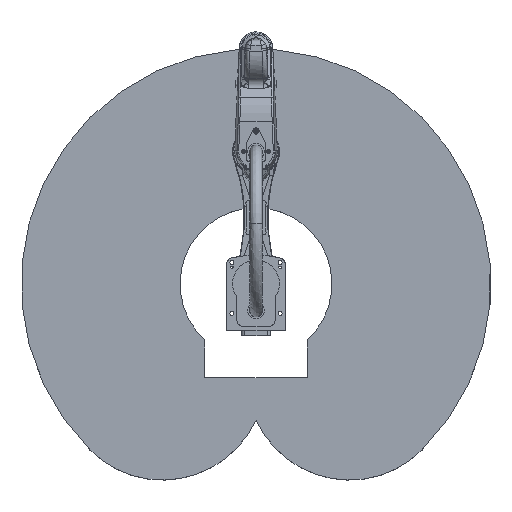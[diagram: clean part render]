
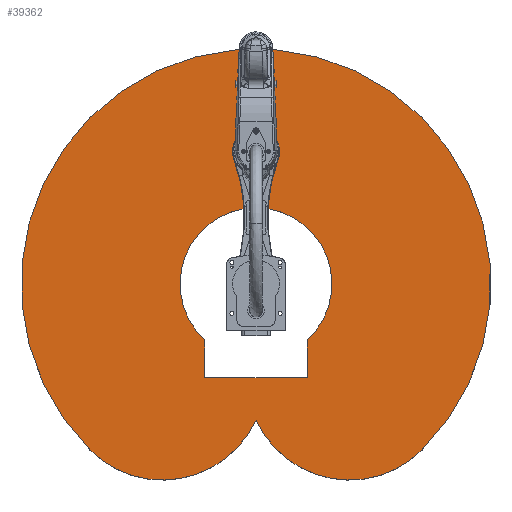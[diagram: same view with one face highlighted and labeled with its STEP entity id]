
A CAD part, top view. The second image highlights one B-rep face of the part: STEP entity #39362.
In plain terms, the highlighted planar face has unit normal (0, 0, 1).
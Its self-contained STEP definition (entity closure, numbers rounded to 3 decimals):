
#1474=FACE_BOUND('',#12414,.T.);
#4106=LINE('',#88837,#6507);
#4110=LINE('',#88844,#6511);
#4113=LINE('',#88850,#6514);
#6507=VECTOR('',#54485,10.);
#6511=VECTOR('',#54491,10.);
#6514=VECTOR('',#54496,10.);
#7470=PLANE('',#43863);
#9753=FACE_OUTER_BOUND('',#12413,.T.);
#12413=EDGE_LOOP('',(#34905,#34906,#34907));
#12414=EDGE_LOOP('',(#34908,#34909,#34910,#34911));
#14423=CIRCLE('',#43864,350.);
#14424=CIRCLE('',#43865,800.);
#14425=CIRCLE('',#43866,350.);
#14426=CIRCLE('',#43867,258.78);
#18633=VERTEX_POINT('',#88834);
#18634=VERTEX_POINT('',#88836);
#18636=VERTEX_POINT('',#88841);
#18638=VERTEX_POINT('',#88848);
#18639=VERTEX_POINT('',#88852);
#18640=VERTEX_POINT('',#88853);
#18641=VERTEX_POINT('',#88855);
#24056=EDGE_CURVE('',#18634,#18633,#4106,.T.);
#24060=EDGE_CURVE('',#18636,#18634,#4110,.T.);
#24063=EDGE_CURVE('',#18633,#18638,#4113,.T.);
#24064=EDGE_CURVE('',#18639,#18640,#14423,.T.);
#24065=EDGE_CURVE('',#18640,#18641,#14424,.T.);
#24066=EDGE_CURVE('',#18641,#18639,#14425,.T.);
#24067=EDGE_CURVE('',#18638,#18636,#14426,.T.);
#34905=ORIENTED_EDGE('',*,*,#24064,.T.);
#34906=ORIENTED_EDGE('',*,*,#24065,.T.);
#34907=ORIENTED_EDGE('',*,*,#24066,.T.);
#34908=ORIENTED_EDGE('',*,*,#24060,.T.);
#34909=ORIENTED_EDGE('',*,*,#24056,.T.);
#34910=ORIENTED_EDGE('',*,*,#24063,.T.);
#34911=ORIENTED_EDGE('',*,*,#24067,.T.);
#39362=ADVANCED_FACE('',(#9753,#1474),#7470,.T.);
#43863=AXIS2_PLACEMENT_3D('',#88851,#54497,#54498);
#43864=AXIS2_PLACEMENT_3D('',#88854,#54499,#54500);
#43865=AXIS2_PLACEMENT_3D('',#88856,#54501,#54502);
#43866=AXIS2_PLACEMENT_3D('',#88857,#54503,#54504);
#43867=AXIS2_PLACEMENT_3D('',#88858,#54505,#54506);
#54485=DIRECTION('',(0.,1.,0.));
#54491=DIRECTION('',(-1.,0.,0.));
#54496=DIRECTION('',(1.,0.,0.));
#54497=DIRECTION('center_axis',(0.,0.,1.));
#54498=DIRECTION('ref_axis',(1.,0.,0.));
#54499=DIRECTION('center_axis',(0.,0.,1.));
#54500=DIRECTION('ref_axis',(0.416,-0.909,0.));
#54501=DIRECTION('center_axis',(0.,0.,1.));
#54502=DIRECTION('ref_axis',(0.707,0.707,0.));
#54503=DIRECTION('center_axis',(0.,0.,1.));
#54504=DIRECTION('ref_axis',(0.707,-0.707,0.));
#54505=DIRECTION('center_axis',(0.,0.,-1.));
#54506=DIRECTION('ref_axis',(-1.,0.,0.));
#88834=CARTESIAN_POINT('',(-320.,175.,200.));
#88836=CARTESIAN_POINT('',(-320.,-175.,200.));
#88837=CARTESIAN_POINT('',(-320.,-87.5,200.));
#88841=CARTESIAN_POINT('',(-190.636,-175.,200.));
#88844=CARTESIAN_POINT('',(45.314,-175.,200.));
#88848=CARTESIAN_POINT('',(-190.636,175.,200.));
#88850=CARTESIAN_POINT('',(-152.186,175.,200.));
#88851=CARTESIAN_POINT('Origin',(15.627,0.,
200.));
#88852=CARTESIAN_POINT('',(-463.972,0.,200.));
#88853=CARTESIAN_POINT('',(-565.685,-565.685,200.));
#88854=CARTESIAN_POINT('Origin',(-318.198,-318.198,200.));
#88855=CARTESIAN_POINT('',(-565.685,565.685,200.));
#88856=CARTESIAN_POINT('Origin',(0.,0.,200.));
#88857=CARTESIAN_POINT('Origin',(-318.198,318.198,200.));
#88858=CARTESIAN_POINT('Origin',(0.,0.,200.));
